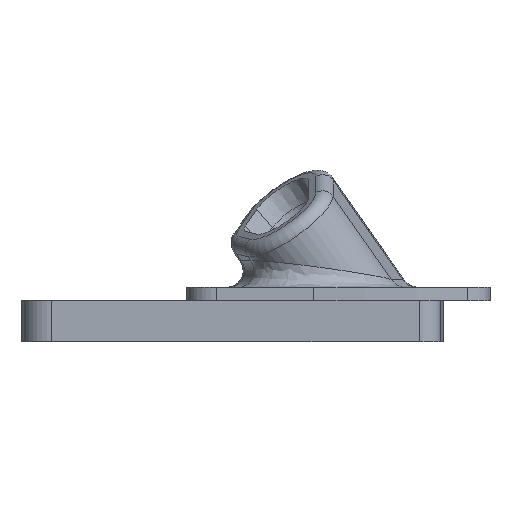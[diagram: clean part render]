
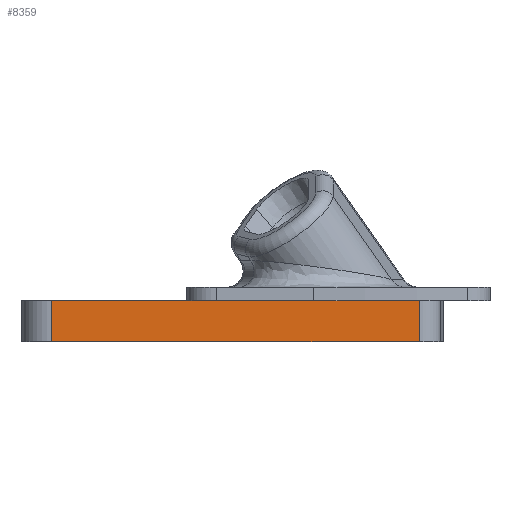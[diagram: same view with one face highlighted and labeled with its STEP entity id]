
A CAD part, left-side view. The second image highlights one B-rep face of the part: STEP entity #8359.
In plain terms, the highlighted planar face has unit normal (-1, 0, 0).
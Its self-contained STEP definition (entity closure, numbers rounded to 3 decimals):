
#4235 = PLANE('',#4236);
#4236 = AXIS2_PLACEMENT_3D('',#4237,#4238,#4239);
#4237 = CARTESIAN_POINT('',(0.,0.,-1.6));
#4238 = DIRECTION('',(0.,0.,1.));
#4239 = DIRECTION('',(1.,0.,0.));
#4698 = VERTEX_POINT('',#4699);
#4699 = CARTESIAN_POINT('',(-72.8,18.4,-1.6));
#4713 = PLANE('',#4714);
#4714 = AXIS2_PLACEMENT_3D('',#4715,#4716,#4717);
#4715 = CARTESIAN_POINT('',(0.,12.8,-1.6));
#4716 = DIRECTION('',(0.,0.,-1.));
#4717 = DIRECTION('',(-1.,0.,0.));
#6703 = EDGE_CURVE('',#4698,#6704,#6706,.T.);
#6704 = VERTEX_POINT('',#6705);
#6705 = CARTESIAN_POINT('',(-72.8,-9.8,-1.6));
#6706 = SURFACE_CURVE('',#6707,(#6711,#6718),.PCURVE_S1.);
#6707 = LINE('',#6708,#6709);
#6708 = CARTESIAN_POINT('',(-72.8,-4.9,-1.6));
#6709 = VECTOR('',#6710,1.);
#6710 = DIRECTION('',(0.,-1.,0.));
#6711 = PCURVE('',#4235,#6712);
#6712 = DEFINITIONAL_REPRESENTATION('',(#6713),#6717);
#6713 = LINE('',#6714,#6715);
#6714 = CARTESIAN_POINT('',(-72.8,-4.9));
#6715 = VECTOR('',#6716,1.);
#6716 = DIRECTION('',(0.,-1.));
#6717 = ( GEOMETRIC_REPRESENTATION_CONTEXT(2) 
PARAMETRIC_REPRESENTATION_CONTEXT() REPRESENTATION_CONTEXT('2D SPACE',''
  ) );
#6718 = PCURVE('',#6719,#6724);
#6719 = PLANE('',#6720);
#6720 = AXIS2_PLACEMENT_3D('',#6721,#6722,#6723);
#6721 = CARTESIAN_POINT('',(-72.8,-9.8,-1.6));
#6722 = DIRECTION('',(-1.,0.,0.));
#6723 = DIRECTION('',(0.,1.,0.));
#6724 = DEFINITIONAL_REPRESENTATION('',(#6725),#6729);
#6725 = LINE('',#6726,#6727);
#6726 = CARTESIAN_POINT('',(4.9,0.));
#6727 = VECTOR('',#6728,1.);
#6728 = DIRECTION('',(-1.,0.));
#6729 = ( GEOMETRIC_REPRESENTATION_CONTEXT(2) 
PARAMETRIC_REPRESENTATION_CONTEXT() REPRESENTATION_CONTEXT('2D SPACE',''
  ) );
#6748 = CYLINDRICAL_SURFACE('',#6749,2.6);
#6749 = AXIS2_PLACEMENT_3D('',#6750,#6751,#6752);
#6750 = CARTESIAN_POINT('',(-70.2,-9.8,-1.6));
#6751 = DIRECTION('',(0.,0.,-1.));
#6752 = DIRECTION('',(0.,-1.,0.));
#7274 = VERTEX_POINT('',#7275);
#7275 = CARTESIAN_POINT('',(-72.8,34.8,-1.6));
#7290 = CYLINDRICAL_SURFACE('',#7291,3.6);
#7291 = AXIS2_PLACEMENT_3D('',#7292,#7293,#7294);
#7292 = CARTESIAN_POINT('',(-69.2,34.8,-1.6));
#7293 = DIRECTION('',(0.,0.,-1.));
#7294 = DIRECTION('',(-1.,0.,0.));
#7302 = EDGE_CURVE('',#4698,#7274,#7303,.T.);
#7303 = SURFACE_CURVE('',#7304,(#7308,#7315),.PCURVE_S1.);
#7304 = LINE('',#7305,#7306);
#7305 = CARTESIAN_POINT('',(-72.8,-9.8,-1.6));
#7306 = VECTOR('',#7307,1.);
#7307 = DIRECTION('',(0.,1.,0.));
#7308 = PCURVE('',#4713,#7309);
#7309 = DEFINITIONAL_REPRESENTATION('',(#7310),#7314);
#7310 = LINE('',#7311,#7312);
#7311 = CARTESIAN_POINT('',(72.8,-22.6));
#7312 = VECTOR('',#7313,1.);
#7313 = DIRECTION('',(0.,1.));
#7314 = ( GEOMETRIC_REPRESENTATION_CONTEXT(2) 
PARAMETRIC_REPRESENTATION_CONTEXT() REPRESENTATION_CONTEXT('2D SPACE',''
  ) );
#7315 = PCURVE('',#6719,#7316);
#7316 = DEFINITIONAL_REPRESENTATION('',(#7317),#7321);
#7317 = LINE('',#7318,#7319);
#7318 = CARTESIAN_POINT('',(0.,0.));
#7319 = VECTOR('',#7320,1.);
#7320 = DIRECTION('',(1.,0.));
#7321 = ( GEOMETRIC_REPRESENTATION_CONTEXT(2) 
PARAMETRIC_REPRESENTATION_CONTEXT() REPRESENTATION_CONTEXT('2D SPACE',''
  ) );
#8359 = ADVANCED_FACE('',(#8360),#6719,.T.);
#8360 = FACE_BOUND('',#8361,.T.);
#8361 = EDGE_LOOP('',(#8362,#8363,#8364,#8387,#8415));
#8362 = ORIENTED_EDGE('',*,*,#6703,.F.);
#8363 = ORIENTED_EDGE('',*,*,#7302,.T.);
#8364 = ORIENTED_EDGE('',*,*,#8365,.T.);
#8365 = EDGE_CURVE('',#7274,#8366,#8368,.T.);
#8366 = VERTEX_POINT('',#8367);
#8367 = CARTESIAN_POINT('',(-72.8,34.8,-6.6));
#8368 = SURFACE_CURVE('',#8369,(#8373,#8380),.PCURVE_S1.);
#8369 = LINE('',#8370,#8371);
#8370 = CARTESIAN_POINT('',(-72.8,34.8,-1.6));
#8371 = VECTOR('',#8372,1.);
#8372 = DIRECTION('',(0.,0.,-1.));
#8373 = PCURVE('',#6719,#8374);
#8374 = DEFINITIONAL_REPRESENTATION('',(#8375),#8379);
#8375 = LINE('',#8376,#8377);
#8376 = CARTESIAN_POINT('',(44.6,0.));
#8377 = VECTOR('',#8378,1.);
#8378 = DIRECTION('',(0.,1.));
#8379 = ( GEOMETRIC_REPRESENTATION_CONTEXT(2) 
PARAMETRIC_REPRESENTATION_CONTEXT() REPRESENTATION_CONTEXT('2D SPACE',''
  ) );
#8380 = PCURVE('',#7290,#8381);
#8381 = DEFINITIONAL_REPRESENTATION('',(#8382),#8386);
#8382 = LINE('',#8383,#8384);
#8383 = CARTESIAN_POINT('',(0.,0.));
#8384 = VECTOR('',#8385,1.);
#8385 = DIRECTION('',(0.,1.));
#8386 = ( GEOMETRIC_REPRESENTATION_CONTEXT(2) 
PARAMETRIC_REPRESENTATION_CONTEXT() REPRESENTATION_CONTEXT('2D SPACE',''
  ) );
#8387 = ORIENTED_EDGE('',*,*,#8388,.F.);
#8388 = EDGE_CURVE('',#8389,#8366,#8391,.T.);
#8389 = VERTEX_POINT('',#8390);
#8390 = CARTESIAN_POINT('',(-72.8,-9.8,-6.6));
#8391 = SURFACE_CURVE('',#8392,(#8396,#8403),.PCURVE_S1.);
#8392 = LINE('',#8393,#8394);
#8393 = CARTESIAN_POINT('',(-72.8,-9.8,-6.6));
#8394 = VECTOR('',#8395,1.);
#8395 = DIRECTION('',(0.,1.,0.));
#8396 = PCURVE('',#6719,#8397);
#8397 = DEFINITIONAL_REPRESENTATION('',(#8398),#8402);
#8398 = LINE('',#8399,#8400);
#8399 = CARTESIAN_POINT('',(0.,5.));
#8400 = VECTOR('',#8401,1.);
#8401 = DIRECTION('',(1.,0.));
#8402 = ( GEOMETRIC_REPRESENTATION_CONTEXT(2) 
PARAMETRIC_REPRESENTATION_CONTEXT() REPRESENTATION_CONTEXT('2D SPACE',''
  ) );
#8403 = PCURVE('',#8404,#8409);
#8404 = PLANE('',#8405);
#8405 = AXIS2_PLACEMENT_3D('',#8406,#8407,#8408);
#8406 = CARTESIAN_POINT('',(0.,12.8,-6.6));
#8407 = DIRECTION('',(0.,0.,-1.));
#8408 = DIRECTION('',(-1.,0.,0.));
#8409 = DEFINITIONAL_REPRESENTATION('',(#8410),#8414);
#8410 = LINE('',#8411,#8412);
#8411 = CARTESIAN_POINT('',(72.8,-22.6));
#8412 = VECTOR('',#8413,1.);
#8413 = DIRECTION('',(0.,1.));
#8414 = ( GEOMETRIC_REPRESENTATION_CONTEXT(2) 
PARAMETRIC_REPRESENTATION_CONTEXT() REPRESENTATION_CONTEXT('2D SPACE',''
  ) );
#8415 = ORIENTED_EDGE('',*,*,#8416,.F.);
#8416 = EDGE_CURVE('',#6704,#8389,#8417,.T.);
#8417 = SURFACE_CURVE('',#8418,(#8422,#8429),.PCURVE_S1.);
#8418 = LINE('',#8419,#8420);
#8419 = CARTESIAN_POINT('',(-72.8,-9.8,-1.6));
#8420 = VECTOR('',#8421,1.);
#8421 = DIRECTION('',(0.,0.,-1.));
#8422 = PCURVE('',#6719,#8423);
#8423 = DEFINITIONAL_REPRESENTATION('',(#8424),#8428);
#8424 = LINE('',#8425,#8426);
#8425 = CARTESIAN_POINT('',(0.,0.));
#8426 = VECTOR('',#8427,1.);
#8427 = DIRECTION('',(0.,1.));
#8428 = ( GEOMETRIC_REPRESENTATION_CONTEXT(2) 
PARAMETRIC_REPRESENTATION_CONTEXT() REPRESENTATION_CONTEXT('2D SPACE',''
  ) );
#8429 = PCURVE('',#6748,#8430);
#8430 = DEFINITIONAL_REPRESENTATION('',(#8431),#8435);
#8431 = LINE('',#8432,#8433);
#8432 = CARTESIAN_POINT('',(1.571,0.));
#8433 = VECTOR('',#8434,1.);
#8434 = DIRECTION('',(0.,1.));
#8435 = ( GEOMETRIC_REPRESENTATION_CONTEXT(2) 
PARAMETRIC_REPRESENTATION_CONTEXT() REPRESENTATION_CONTEXT('2D SPACE',''
  ) );
